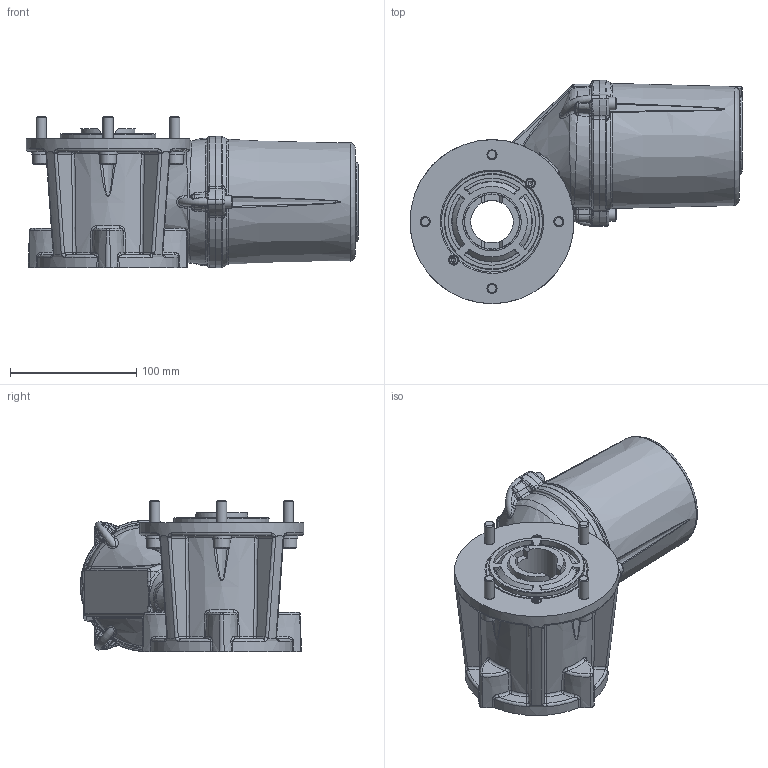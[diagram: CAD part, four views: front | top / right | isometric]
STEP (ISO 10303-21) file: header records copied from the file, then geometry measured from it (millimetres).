
FILE_DESCRIPTION(/* description */ ('Unknown'),/* implementation_level */ '2;1');
FILE_NAME(/* name */ 'II1-19',/* time_stamp */ '2019-12-03T15:47:47+00:00',/* author */ ('Unknown'),/* organization */ ('Unknown'),/* preprocessor_version */ 'ST-DEVELOPER v16.7',/* originating_system */ 'DEX',/* authorisation */ $);
FILE_SCHEMA (('AUTOMOTIVE_DESIGN {1 0 10303 214 3 1 1}'));
Products named in the file (1): II1-19
Bounding box: 263.2 x 177.15 x 119.81 mm (x, y, z)
Volume: 1921126.5 mm3; surface area: 159731 mm2
Topology: 1 solids, 1 shells, 1120 faces, 2686 edges, 1525 vertices
Faces by surface type: bspline 434, plane 225, cylinder 204, torus 142, cone 83, sphere 32
Full cylindrical faces by diameter (mm): 6.45 x4, 6.47 x4, 6.647 x8, 7 x2, 8 x4, 10 x3, 10.7 x3, 13 x4, 14.8 x4, 33.75 x1, 43.295 x1, 44 x1, 46.3 x1, 48 x1, 70 x1, 76 x2, 130 x1
Entity records: 51142 total; most frequent: CARTESIAN_POINT 21416, ORIENTED_EDGE 4958, DIRECTION 3830, EDGE_CURVE 2479, AXIS2_PLACEMENT_3D 1682, VERTEX_POINT 1489, FACE_BOUND 1250, EDGE_LOOP 1244
